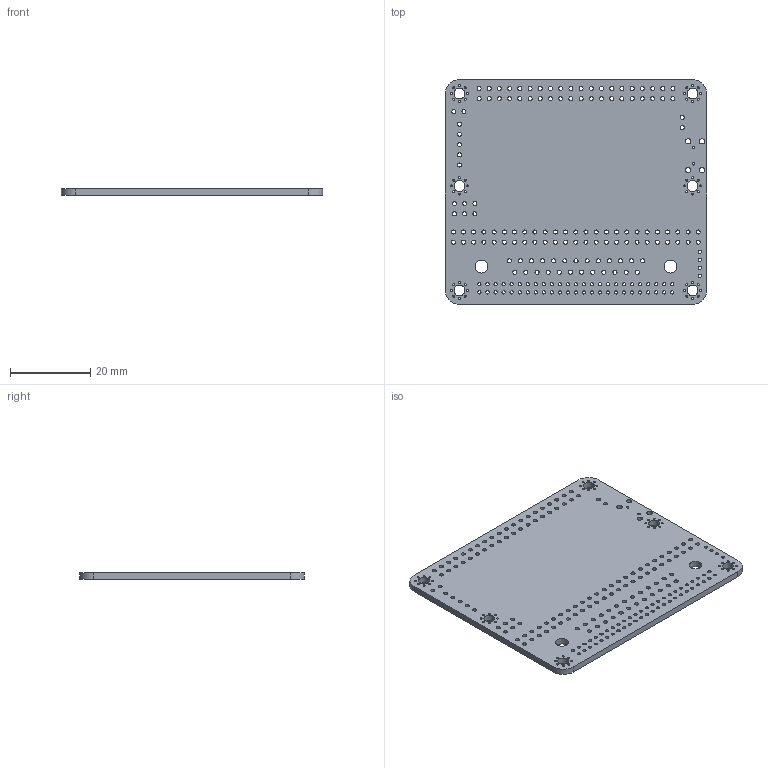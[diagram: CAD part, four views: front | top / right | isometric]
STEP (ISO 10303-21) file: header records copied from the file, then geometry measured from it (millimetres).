
FILE_DESCRIPTION(('KiCad electronic assembly'),'2;1');
FILE_NAME('rascsi_2p4.step','2021-02-04T19:04:48',('Pcbnew'),('Kicad'), 'Open CASCADE STEP processor 7.4','KiCad to STEP converter','Unknown' );
FILE_SCHEMA(('AUTOMOTIVE_DESIGN { 1 0 10303 214 1 1 1 1 }'));
Length unit declared in the file: millimetre
Products named in the file (2): Open CASCADE STEP translator 7.4 1; COMPOUND
Assembly tree (1 placements, depth 2):
  Open CASCADE STEP translator 7.4 1
    COMPOUND
Bounding box: 65 x 56 x 1.6 mm (x, y, z)
Volume: 5491.9 mm3; surface area: 8384.5 mm2
Topology: 1 solids, 1 shells, 256 faces, 762 edges, 508 vertices
Faces by surface type: cylinder 250, plane 6
Full cylindrical faces by diameter (mm): 0.5 x48, 0.65 x2, 0.8 x54, 1 x105, 1.03 x25, 1.329 x4, 2.7 x6, 3.23 x2
Entity records: 19843 total; most frequent: DIRECTION 3302, CARTESIAN_POINT 3052, ORIENTED_EDGE 1524, PCURVE 1524, DEFINITIONAL_REPRESENTATION 1524, LINE 1286, VECTOR 1286, CIRCLE 1000
